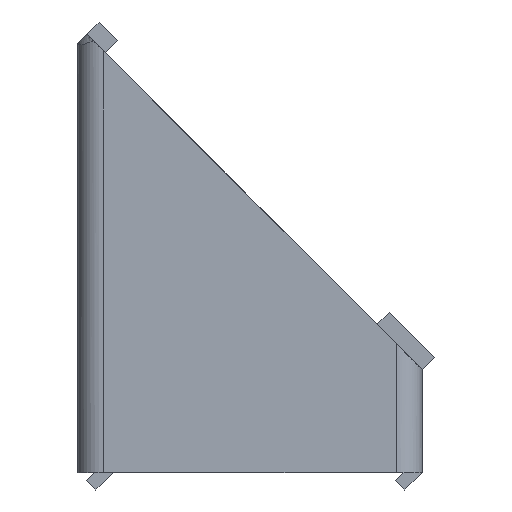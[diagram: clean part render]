
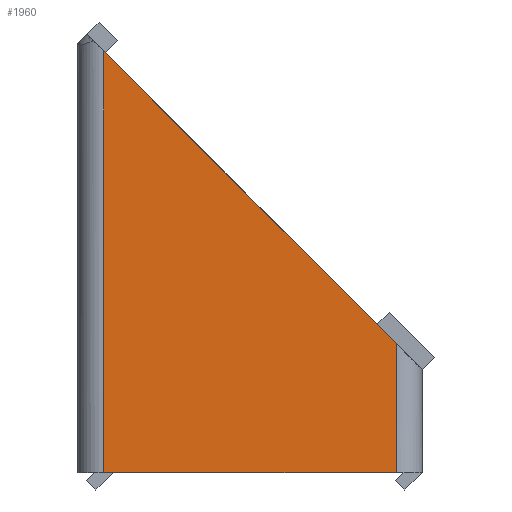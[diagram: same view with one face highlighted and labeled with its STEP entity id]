
A CAD part, left-side view. The second image highlights one B-rep face of the part: STEP entity #1960.
In plain terms, the highlighted planar face has unit normal (-1, 0, 0).
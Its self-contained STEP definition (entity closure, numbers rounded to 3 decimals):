
#42=PLANE('',#2102);
#155=LINE('',#2897,#329);
#188=LINE('',#3077,#362);
#205=LINE('',#3159,#379);
#231=LINE('',#3275,#405);
#329=VECTOR('',#2279,48.083);
#362=VECTOR('',#2328,49.);
#379=VECTOR('',#2357,34.);
#405=VECTOR('',#2399,15.);
#572=FACE_OUTER_BOUND('',#700,.T.);
#700=EDGE_LOOP('',(#1510,#1511,#1512,#1513));
#890=VERTEX_POINT('',#2891);
#891=VERTEX_POINT('',#2896);
#936=VERTEX_POINT('',#3075);
#953=VERTEX_POINT('',#3157);
#1074=EDGE_CURVE('',#891,#890,#155,.T.);
#1126=EDGE_CURVE('',#890,#936,#188,.T.);
#1149=EDGE_CURVE('',#936,#953,#205,.T.);
#1190=EDGE_CURVE('',#891,#953,#231,.T.);
#1510=ORIENTED_EDGE('',*,*,#1190,.F.);
#1511=ORIENTED_EDGE('',*,*,#1074,.T.);
#1512=ORIENTED_EDGE('',*,*,#1126,.T.);
#1513=ORIENTED_EDGE('',*,*,#1149,.T.);
#1960=ADVANCED_FACE('',(#572),#42,.F.);
#2102=AXIS2_PLACEMENT_3D('',#3274,#2397,#2398);
#2279=DIRECTION('',(0.,0.707,0.707));
#2328=DIRECTION('',(0.,0.,-1.));
#2357=DIRECTION('',(0.,-1.,0.));
#2397=DIRECTION('center_axis',(1.,0.,0.));
#2398=DIRECTION('ref_axis',(0.,1.,0.));
#2399=DIRECTION('',(0.,0.,-1.));
#2891=CARTESIAN_POINT('',(-20.,17.,49.));
#2896=CARTESIAN_POINT('',(-20.,-17.,15.));
#2897=CARTESIAN_POINT('',(-20.,18.5,50.5));
#3075=CARTESIAN_POINT('',(-20.,17.,0.));
#3077=CARTESIAN_POINT('',(-20.,17.,52.));
#3157=CARTESIAN_POINT('',(-20.,-17.,0.));
#3159=CARTESIAN_POINT('',(-20.,17.,0.));
#3274=CARTESIAN_POINT('Origin',(-20.,17.,52.));
#3275=CARTESIAN_POINT('',(-20.,-17.,52.));
